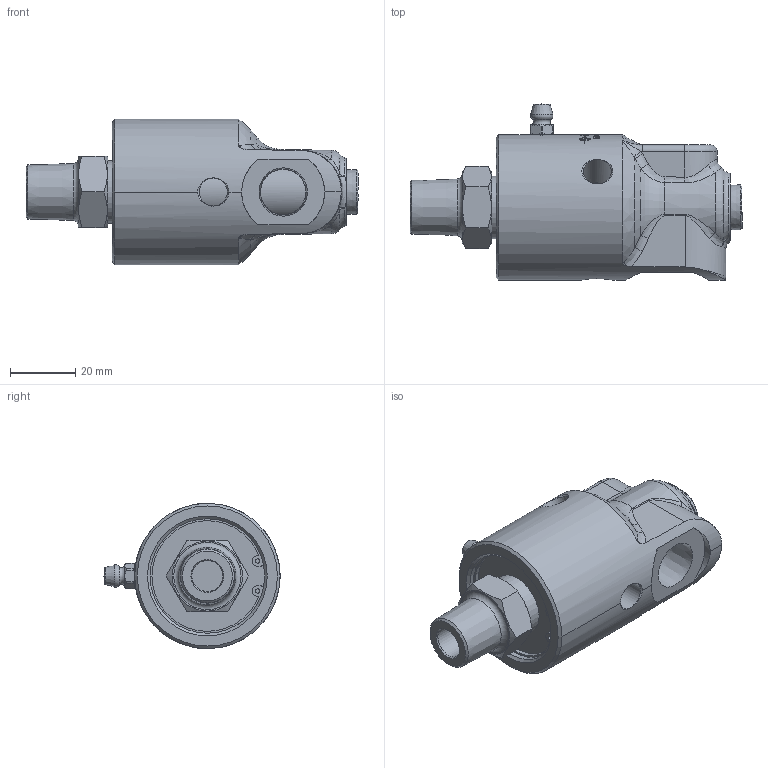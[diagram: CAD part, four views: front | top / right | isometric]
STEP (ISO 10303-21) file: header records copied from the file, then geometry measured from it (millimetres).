
FILE_DESCRIPTION(/* description */ (''),/* implementation_level */ '2;1');
FILE_NAME(/* name */ '55-000-002-IC.stp',/* time_stamp */ '2020-05-20T09:03:31-05:00',/* author */ ('GALINDOLM'),/* organization */ (''),/* preprocessor_version */ 'ST-DEVELOPER v18',/* originating_system */ 'Autodesk Inventor 2020',/* authorisation */ '');
FILE_SCHEMA (('AUTOMOTIVE_DESIGN { 1 0 10303 214 3 1 1 }'));
Length unit declared in the file: millimetre
Products named in the file (1): 55-000-002-IC
Bounding box: 101.64 x 53.91 x 44.5 mm (x, y, z)
Volume: 89831.8 mm3; surface area: 17393.1 mm2
Topology: 1 solids, 2 shells, 445 faces, 1178 edges, 779 vertices
Faces by surface type: bspline 214, plane 116, cylinder 66, cone 38, torus 11
Full cylindrical faces by diameter (mm): 1.324 x2, 2.005 x1, 3.5 x1, 5.359 x1, 8.6 x3, 9.5 x1, 13.889 x1, 19.15 x1, 35.05 x1
Entity records: 21973 total; most frequent: CARTESIAN_POINT 11807, ORIENTED_EDGE 2354, DIRECTION 1601, EDGE_CURVE 1177, VERTEX_POINT 779, AXIS2_PLACEMENT_3D 610, EDGE_LOOP 490, FACE_OUTER_BOUND 445
